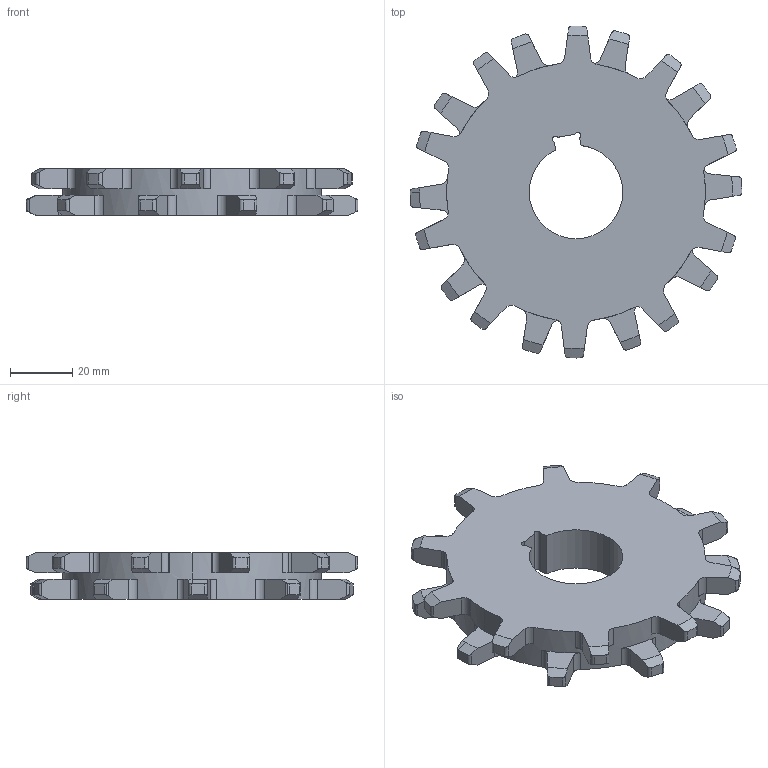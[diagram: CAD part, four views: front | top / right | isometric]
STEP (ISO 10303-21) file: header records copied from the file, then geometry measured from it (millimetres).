
FILE_DESCRIPTION (( 'STEP AP214' ), '1' );
FILE_NAME ('Rexnord-CS1255 CLASSIC SPROCKETS-CS 1255 10-30.step', '2019-02-25T12:20:14', ( '' ), ( '' ), 'SwSTEP 2.0', 'SolidWorks 2019', '' );
FILE_SCHEMA (( 'AUTOMOTIVE_DESIGN' ));
Length unit declared in the file: millimetre
Products named in the file (1): Rexnord-CS1255 CLASSIC SPROCKETS-CS 1255 10-30
Bounding box: 106.59 x 106.6 x 15 mm (x, y, z)
Volume: 80895.7 mm3; surface area: 20385.9 mm2
Topology: 1 solids, 1 shells, 232 faces, 690 edges, 460 vertices
Faces by surface type: cylinder 125, plane 65, cone 42
Entity records: 8376 total; most frequent: CARTESIAN_POINT 2293, ORIENTED_EDGE 1380, DIRECTION 1170, EDGE_CURVE 690, VERTEX_POINT 460, AXIS2_PLACEMENT_3D 447, LINE 276, VECTOR 276
